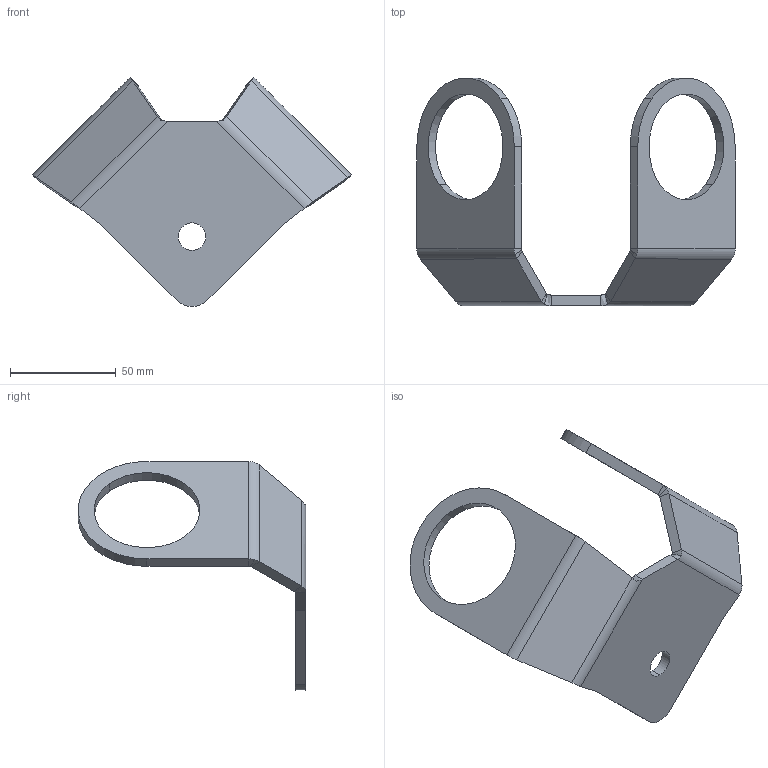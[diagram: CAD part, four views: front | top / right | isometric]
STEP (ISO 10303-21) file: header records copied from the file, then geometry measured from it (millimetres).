
FILE_DESCRIPTION (( 'STEP AP203' ), '1' );
FILE_NAME ('T30407.STEP', '2018-07-20T08:16:53', ( '' ), ( '' ), 'SwSTEP 2.0', 'SolidWorks 2016', '' );
FILE_SCHEMA (( 'CONFIG_CONTROL_DESIGN' ));
Length unit declared in the file: millimetre
Products named in the file (1): T30407
Bounding box: 150.24 x 107.4 x 108.08 mm (x, y, z)
Volume: 74965.9 mm3; surface area: 35290.2 mm2
Topology: 1 solids, 1 shells, 56 faces, 130 edges, 76 vertices
Faces by surface type: plane 27, cylinder 19, bspline 10
Entity records: 1711 total; most frequent: CARTESIAN_POINT 443, ORIENTED_EDGE 260, DIRECTION 216, EDGE_CURVE 130, AXIS2_PLACEMENT_3D 77, VERTEX_POINT 76, LINE 62, VECTOR 62
